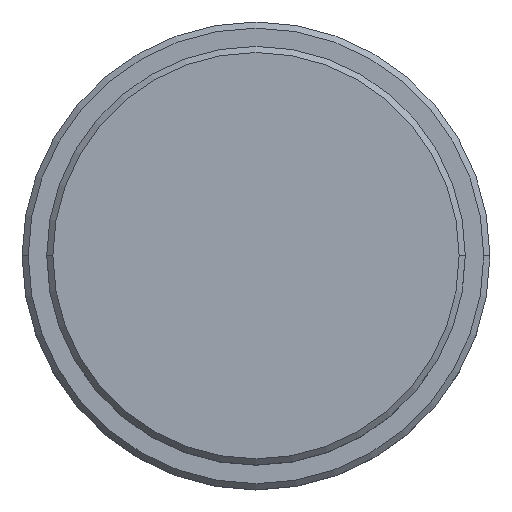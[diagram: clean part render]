
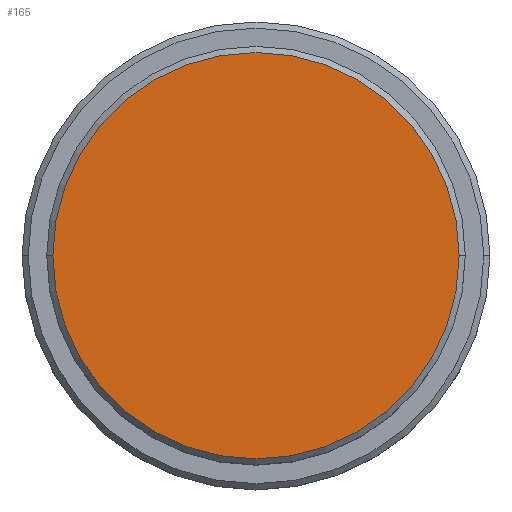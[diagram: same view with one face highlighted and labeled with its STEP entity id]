
A CAD part, top view. The second image highlights one B-rep face of the part: STEP entity #165.
In plain terms, the highlighted planar face has unit normal (0, 0, 1).
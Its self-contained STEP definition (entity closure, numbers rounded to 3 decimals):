
#17 = FACE_OUTER_BOUND ( 'NONE', #1334, .T. ) ;
#137 = DIRECTION ( 'NONE',  ( 1., 0., 0. ) ) ;
#140 = CARTESIAN_POINT ( 'NONE',  ( 0., 0., 0. ) ) ;
#165 = ADVANCED_FACE ( 'NONE', ( #17 ), #283, .T. ) ;
#209 = EDGE_CURVE ( 'NONE', #1376, #989, #455, .T. ) ;
#283 = PLANE ( 'NONE',  #1401 ) ;
#455 = CIRCLE ( 'NONE', #519, 16.5 ) ;
#519 = AXIS2_PLACEMENT_3D ( 'NONE', #787, #1319, #1134 ) ;
#546 = DIRECTION ( 'NONE',  ( 0., 0., 1. ) ) ;
#551 = ORIENTED_EDGE ( 'NONE', *, *, #209, .T. ) ;
#606 = CIRCLE ( 'NONE', #623, 16.5 ) ;
#623 = AXIS2_PLACEMENT_3D ( 'NONE', #140, #1339, #1349 ) ;
#779 = CARTESIAN_POINT ( 'NONE',  ( -16.5, 0., 0. ) ) ;
#787 = CARTESIAN_POINT ( 'NONE',  ( 0., 0., 0. ) ) ;
#933 = ORIENTED_EDGE ( 'NONE', *, *, #1294, .T. ) ;
#989 = VERTEX_POINT ( 'NONE', #779 ) ;
#1115 = CARTESIAN_POINT ( 'NONE',  ( 0., 0., 0. ) ) ;
#1134 = DIRECTION ( 'NONE',  ( 1., 0., 0. ) ) ;
#1248 = CARTESIAN_POINT ( 'NONE',  ( 16.5, 0., 0. ) ) ;
#1294 = EDGE_CURVE ( 'NONE', #989, #1376, #606, .T. ) ;
#1319 = DIRECTION ( 'NONE',  ( 0., 0., 1. ) ) ;
#1334 = EDGE_LOOP ( 'NONE', ( #933, #551 ) ) ;
#1339 = DIRECTION ( 'NONE',  ( 0., 0., 1. ) ) ;
#1349 = DIRECTION ( 'NONE',  ( 1., 0., 0. ) ) ;
#1376 = VERTEX_POINT ( 'NONE', #1248 ) ;
#1401 = AXIS2_PLACEMENT_3D ( 'NONE', #1115, #546, #137 ) ;
